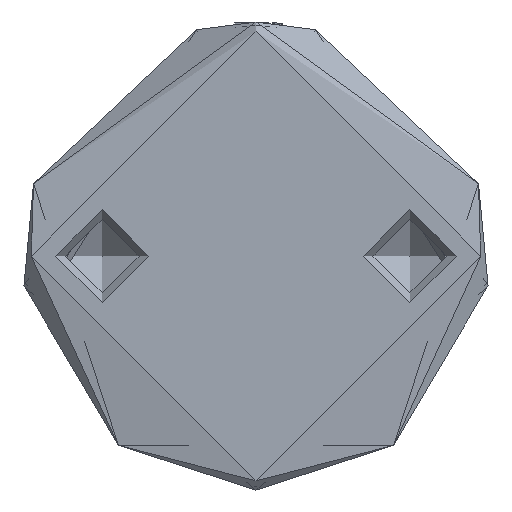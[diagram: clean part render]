
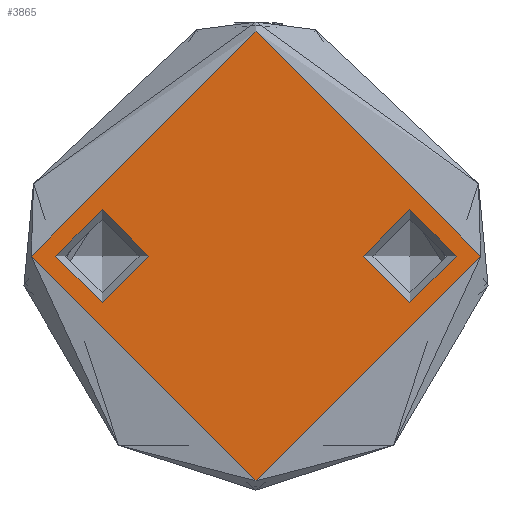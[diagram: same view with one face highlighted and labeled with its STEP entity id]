
A CAD part, front view. The second image highlights one B-rep face of the part: STEP entity #3865.
In plain terms, the highlighted face is planar.
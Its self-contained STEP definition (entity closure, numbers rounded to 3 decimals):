
#10 = DIRECTION ( 'NONE',  ( 0., 0., 1. ) ) ;
#141 = EDGE_LOOP ( 'NONE', ( #721 ) ) ;
#623 = CARTESIAN_POINT ( 'NONE',  ( 0., 12.5, 0. ) ) ;
#721 = ORIENTED_EDGE ( 'NONE', *, *, #3527, .F. ) ;
#967 = DIRECTION ( 'NONE',  ( 0., 0., 1. ) ) ;
#1097 = DIRECTION ( 'NONE',  ( 1., 0., 0. ) ) ;
#1161 = VERTEX_POINT ( 'NONE', #2043 ) ;
#1486 = CIRCLE ( 'NONE', #4458, 3.75 ) ;
#1491 = FACE_OUTER_BOUND ( 'NONE', #2831, .T. ) ;
#1515 = EDGE_CURVE ( 'NONE', #1902, #1902, #1486, .T. ) ;
#1790 = DIRECTION ( 'NONE',  ( 1., 0., 0. ) ) ;
#1902 = VERTEX_POINT ( 'NONE', #5377 ) ;
#2043 = CARTESIAN_POINT ( 'NONE',  ( 18.25, 0., 0. ) ) ;
#2128 = AXIS2_PLACEMENT_3D ( 'NONE', #4386, #967, #4881 ) ;
#2499 = CARTESIAN_POINT ( 'NONE',  ( 3.75, 12.5, 0. ) ) ;
#2707 = VERTEX_POINT ( 'NONE', #2499 ) ;
#2810 = ORIENTED_EDGE ( 'NONE', *, *, #1515, .T. ) ;
#2812 = EDGE_LOOP ( 'NONE', ( #2810 ) ) ;
#2813 = AXIS2_PLACEMENT_3D ( 'NONE', #623, #3954, #1097 ) ;
#2823 = CARTESIAN_POINT ( 'NONE',  ( 0., 0., 0. ) ) ;
#2831 = EDGE_LOOP ( 'NONE', ( #5703 ) ) ;
#2854 = PLANE ( 'NONE',  #2128 ) ;
#3295 = AXIS2_PLACEMENT_3D ( 'NONE', #2823, #10, #3305 ) ;
#3305 = DIRECTION ( 'NONE',  ( 1., 0., 0. ) ) ;
#3527 = EDGE_CURVE ( 'NONE', #2707, #2707, #4011, .T. ) ;
#3865 = ADVANCED_FACE ( 'NONE', ( #6155, #1491, #4098 ), #2854, .T. ) ;
#3954 = DIRECTION ( 'NONE',  ( 0., 0., 1. ) ) ;
#4011 = CIRCLE ( 'NONE', #2813, 3.75 ) ;
#4098 = FACE_BOUND ( 'NONE', #2812, .T. ) ;
#4386 = CARTESIAN_POINT ( 'NONE',  ( 0., 0., 0. ) ) ;
#4412 = CIRCLE ( 'NONE', #3295, 18.25 ) ;
#4458 = AXIS2_PLACEMENT_3D ( 'NONE', #4481, #4675, #1790 ) ;
#4481 = CARTESIAN_POINT ( 'NONE',  ( 0., -12.5, 0. ) ) ;
#4675 = DIRECTION ( 'NONE',  ( 0., 0., -1. ) ) ;
#4881 = DIRECTION ( 'NONE',  ( 1., 0., 0. ) ) ;
#5305 = EDGE_CURVE ( 'NONE', #1161, #1161, #4412, .T. ) ;
#5377 = CARTESIAN_POINT ( 'NONE',  ( 3.75, -12.5, 0. ) ) ;
#5703 = ORIENTED_EDGE ( 'NONE', *, *, #5305, .T. ) ;
#6155 = FACE_BOUND ( 'NONE', #141, .T. ) ;
